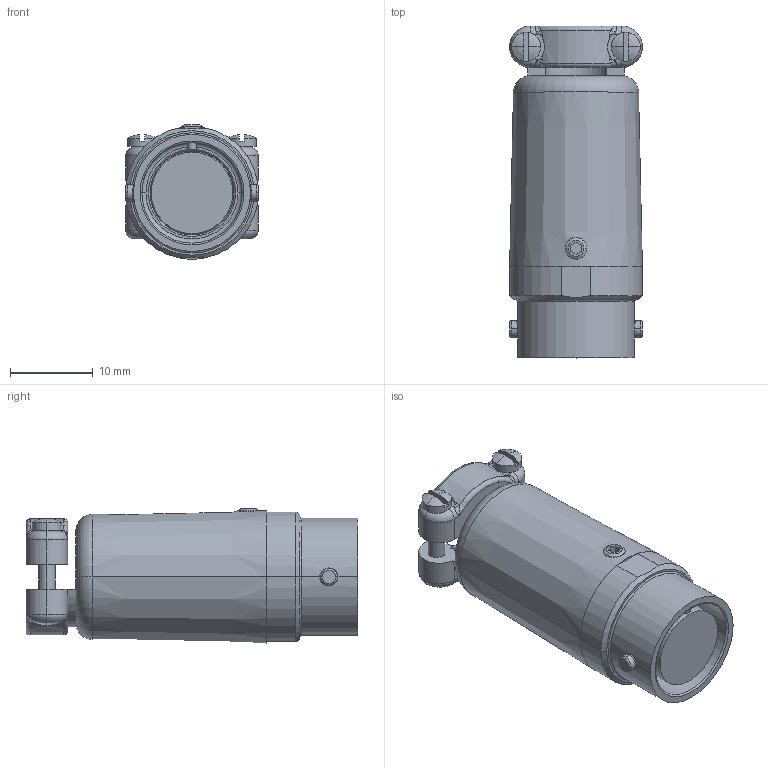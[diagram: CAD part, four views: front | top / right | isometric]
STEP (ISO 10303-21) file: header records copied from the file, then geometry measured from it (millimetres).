
FILE_DESCRIPTION(('CoCreate Modeling STEP Export'),'2;1');
FILE_NAME('RM12BJB-3S.stp','2012-06-21T14:34:11',(''),(''),'CoCreate Modeling STEP processor for AP214 (Solid Model)','CoCreate Modeling 17.0 01-Apr-2010 (C) Parametric Technology GmbH','');
FILE_SCHEMA(('AUTOMOTIVE_DESIGN { 1 0 10303 214 1 1 1 1 }'));
Length unit declared in the file: millimetre
Products named in the file (1): RM12BJB-3S
Bounding box: 16 x 40 x 16.18 mm (x, y, z)
Volume: 6413.2 mm3; surface area: 3310.5 mm2
Topology: 1 solids, 1 shells, 205 faces, 527 edges, 325 vertices
Faces by surface type: cylinder 80, plane 57, torus 25, bspline 20, cone 15, sphere 8
Entity records: 10956 total; most frequent: CARTESIAN_POINT 6663, ORIENTED_EDGE 1038, DIRECTION 728, EDGE_CURVE 519, VERTEX_POINT 325, AXIS2_PLACEMENT_3D 277, EDGE_LOOP 216, FACE_OUTER_BOUND 205
